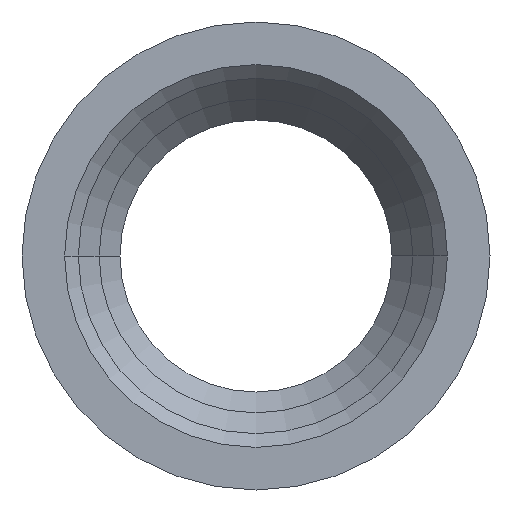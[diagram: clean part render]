
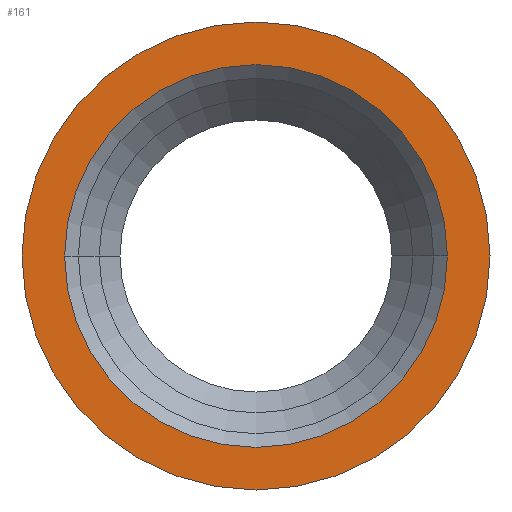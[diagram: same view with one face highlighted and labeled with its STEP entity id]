
A CAD part, left-side view. The second image highlights one B-rep face of the part: STEP entity #161.
In plain terms, the highlighted planar face has unit normal (-1, 0, 0).
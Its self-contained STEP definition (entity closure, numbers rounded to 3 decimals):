
#161 = ADVANCED_FACE( '', ( #426, #427 ), #428, .T. );
#163 = VERTEX_POINT( '', #430 );
#217 = EDGE_CURVE( '', #163, #231, #491, .T. );
#231 = VERTEX_POINT( '', #507 );
#233 = EDGE_CURVE( '', #231, #163, #509, .T. );
#259 = EDGE_CURVE( '', #291, #263, #535, .T. );
#263 = VERTEX_POINT( '', #539 );
#291 = VERTEX_POINT( '', #572 );
#325 = EDGE_CURVE( '', #263, #291, #611, .T. );
#426 = FACE_BOUND( '', #716, .T. );
#427 = FACE_OUTER_BOUND( '', #717, .T. );
#428 = PLANE( '', #718 );
#430 = CARTESIAN_POINT( '', ( 0., -112.5, 0. ) );
#491 = CIRCLE( '', #805, 112.5 );
#507 = CARTESIAN_POINT( '', ( 0., 112.5, 0. ) );
#509 = CIRCLE( '', #826, 112.5 );
#535 = CIRCLE( '', #861, 92. );
#539 = CARTESIAN_POINT( '', ( 0., -92., 0. ) );
#572 = CARTESIAN_POINT( '', ( 0., 92., 0. ) );
#611 = CIRCLE( '', #960, 92. );
#716 = EDGE_LOOP( '', ( #1091, #1092 ) );
#717 = EDGE_LOOP( '', ( #1093, #1094 ) );
#718 = AXIS2_PLACEMENT_3D( '', #1095, #1096, #1097 );
#805 = AXIS2_PLACEMENT_3D( '', #1175, #1176, #1177 );
#826 = AXIS2_PLACEMENT_3D( '', #1200, #1201, #1202 );
#861 = AXIS2_PLACEMENT_3D( '', #1226, #1227, #1228 );
#960 = AXIS2_PLACEMENT_3D( '', #1335, #1336, #1337 );
#1091 = ORIENTED_EDGE( '', *, *, #259, .F. );
#1092 = ORIENTED_EDGE( '', *, *, #325, .F. );
#1093 = ORIENTED_EDGE( '', *, *, #233, .T. );
#1094 = ORIENTED_EDGE( '', *, *, #217, .T. );
#1095 = CARTESIAN_POINT( '', ( 0., 102.25, 0. ) );
#1096 = DIRECTION( '', ( -1., 0., 0. ) );
#1097 = DIRECTION( '', ( 0., 1., 0. ) );
#1175 = CARTESIAN_POINT( '', ( 0., 0., 0. ) );
#1176 = DIRECTION( '', ( -1., 0., 0. ) );
#1177 = DIRECTION( '', ( 0., 1., 0. ) );
#1200 = CARTESIAN_POINT( '', ( 0., 0., 0. ) );
#1201 = DIRECTION( '', ( -1., 0., 0. ) );
#1202 = DIRECTION( '', ( 0., 1., 0. ) );
#1226 = CARTESIAN_POINT( '', ( 0., 0., 0. ) );
#1227 = DIRECTION( '', ( -1., 0., 0. ) );
#1228 = DIRECTION( '', ( 0., 1., 0. ) );
#1335 = CARTESIAN_POINT( '', ( 0., 0., 0. ) );
#1336 = DIRECTION( '', ( -1., 0., 0. ) );
#1337 = DIRECTION( '', ( 0., 1., 0. ) );
